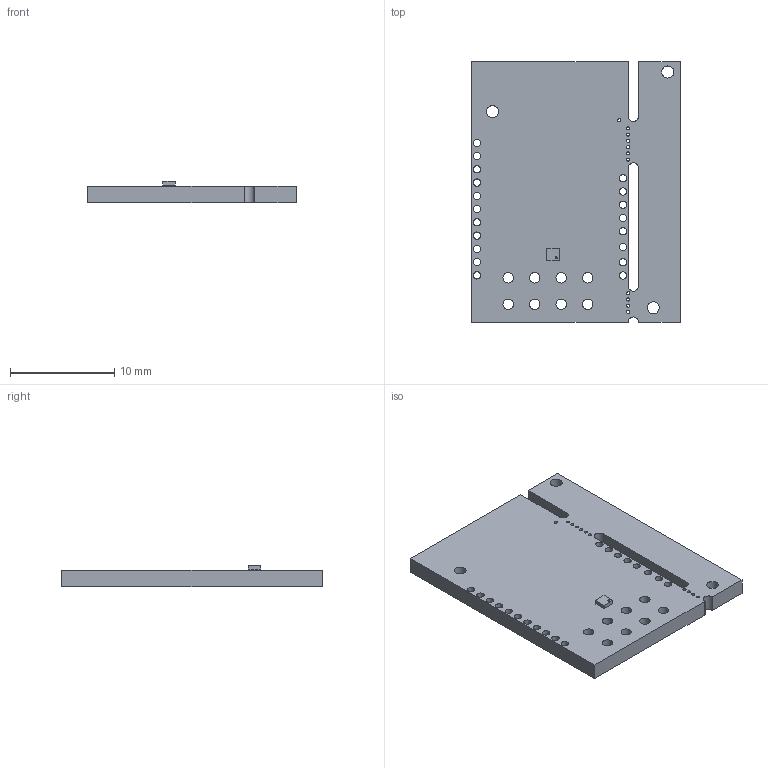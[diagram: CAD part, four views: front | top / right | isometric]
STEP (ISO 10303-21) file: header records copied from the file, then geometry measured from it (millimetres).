
FILE_DESCRIPTION(('KiCad electronic assembly'),'2;1');
FILE_NAME('ESP31_V3.step','2022-12-28T01:39:13',('Pcbnew'),('Kicad'), 'Open CASCADE STEP processor 7.6','KiCad to STEP converter','Unknown' );
FILE_SCHEMA(('AUTOMOTIVE_DESIGN { 1 0 10303 214 1 1 1 1 }'));
Length unit declared in the file: millimetre
Products named in the file (4): ESP31_V3 1; DFN-6-1EP_1.2x1.2mm_P0.4mm_EP0.3x0.94mm; SOLID; ESP31_V3 PCB
Assembly tree (3 placements, depth 3):
  ESP31_V3 1
    DFN-6-1EP_1.2x1.2mm_P0.4mm_EP0.3x0.94mm
      SOLID
    ESP31_V3 PCB
Bounding box: 20 x 25 x 2.04 mm (x, y, z)
Volume: 738.9 mm3; surface area: 1276.2 mm2
Topology: 2 solids, 2 shells, 109 faces, 309 edges, 206 vertices
Faces by surface type: bspline 50, cylinder 45, plane 14
Full cylindrical faces by diameter (mm): 0.3 x11, 0.7 x19, 1 x8, 1.152 x3
Entity records: 8066 total; most frequent: CARTESIAN_POINT 2392, DIRECTION 639, ORIENTED_EDGE 618, PCURVE 618, DEFINITIONAL_REPRESENTATION 618, B_SPLINE_CURVE_WITH_KNOTS 410, LINE 333, VECTOR 333
